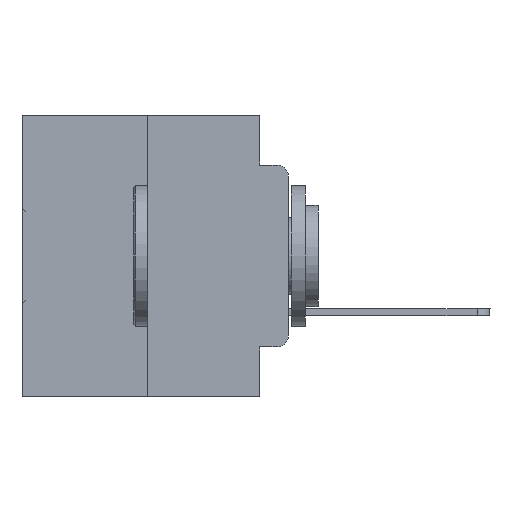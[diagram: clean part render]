
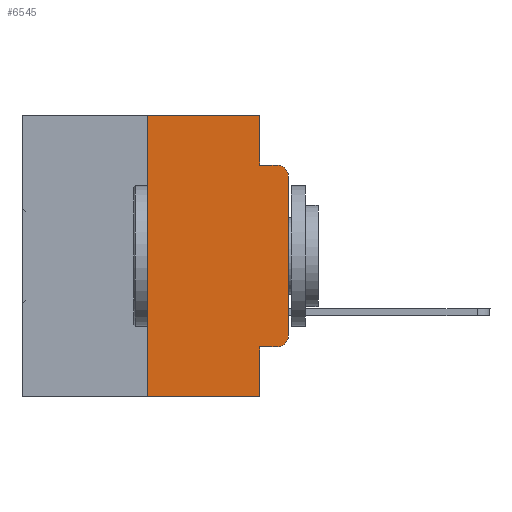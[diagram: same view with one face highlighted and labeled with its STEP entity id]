
A CAD part, left-side view. The second image highlights one B-rep face of the part: STEP entity #6545.
In plain terms, the highlighted planar face has unit normal (-1, 0, 0).
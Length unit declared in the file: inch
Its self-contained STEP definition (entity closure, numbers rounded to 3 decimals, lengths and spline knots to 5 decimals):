
#299 = CARTESIAN_POINT ( 'NONE',  ( 0., 0.02, -0.3915 ) ) ;
#312 = LINE ( 'NONE', #32382, #7991 ) ;
#388 = CARTESIAN_POINT ( 'NONE',  ( 0., 0.02, -0.0885 ) ) ;
#719 = DIRECTION ( 'NONE',  ( 0., 0., -1. ) ) ;
#1363 = ORIENTED_EDGE ( 'NONE', *, *, #30128, .F. ) ;
#1634 = ORIENTED_EDGE ( 'NONE', *, *, #12136, .F. ) ;
#1840 = DIRECTION ( 'NONE',  ( 0., 0., -1. ) ) ;
#2340 = CARTESIAN_POINT ( 'NONE',  ( 0., 0.473, 0. ) ) ;
#2592 = DIRECTION ( 'NONE',  ( 0., 0., 1. ) ) ;
#3134 = ORIENTED_EDGE ( 'NONE', *, *, #30923, .F. ) ;
#3853 = ORIENTED_EDGE ( 'NONE', *, *, #12354, .T. ) ;
#3869 = EDGE_CURVE ( 'NONE', #9840, #28522, #15191, .T. ) ;
#3878 = CIRCLE ( 'NONE', #7425, 0.02 ) ;
#3927 = VECTOR ( 'NONE', #15344, 39.37008 ) ;
#4268 = VERTEX_POINT ( 'NONE', #27310 ) ;
#4865 = VECTOR ( 'NONE', #27684, 39.37008 ) ;
#4986 = CARTESIAN_POINT ( 'NONE',  ( 0., 0.051, -0.0885 ) ) ;
#6103 = DIRECTION ( 'NONE',  ( 0., -1., 0. ) ) ;
#6545 = ADVANCED_FACE ( 'NONE', ( #13005 ), #18773, .F. ) ;
#7219 = LINE ( 'NONE', #11318, #25766 ) ;
#7425 = AXIS2_PLACEMENT_3D ( 'NONE', #8656, #21166, #719 ) ;
#7508 = ORIENTED_EDGE ( 'NONE', *, *, #30743, .T. ) ;
#7524 = VECTOR ( 'NONE', #23285, 39.37008 ) ;
#7635 = EDGE_CURVE ( 'NONE', #4268, #20800, #29642, .T. ) ;
#7991 = VECTOR ( 'NONE', #1840, 39.37008 ) ;
#8507 = CIRCLE ( 'NONE', #22194, 0.02 ) ;
#8656 = CARTESIAN_POINT ( 'NONE',  ( 0., 0.02, -0.1085 ) ) ;
#9840 = VERTEX_POINT ( 'NONE', #27279 ) ;
#11118 = CARTESIAN_POINT ( 'NONE',  ( 0., 0.473, 0. ) ) ;
#11318 = CARTESIAN_POINT ( 'NONE',  ( 0., 0.051, -0.0885 ) ) ;
#11547 = ORIENTED_EDGE ( 'NONE', *, *, #31166, .T. ) ;
#12136 = EDGE_CURVE ( 'NONE', #26742, #28522, #312, .T. ) ;
#12240 = VECTOR ( 'NONE', #13543, 39.37008 ) ;
#12354 = EDGE_CURVE ( 'NONE', #26742, #13770, #19293, .T. ) ;
#12515 = ORIENTED_EDGE ( 'NONE', *, *, #26714, .T. ) ;
#13005 = FACE_OUTER_BOUND ( 'NONE', #32159, .T. ) ;
#13543 = DIRECTION ( 'NONE',  ( 0., 0., -1. ) ) ;
#13561 = VERTEX_POINT ( 'NONE', #4986 ) ;
#13770 = VERTEX_POINT ( 'NONE', #17833 ) ;
#15191 = LINE ( 'NONE', #28243, #7524 ) ;
#15344 = DIRECTION ( 'NONE',  ( 0., -1., 0. ) ) ;
#16065 = DIRECTION ( 'NONE',  ( 0., 0., -1. ) ) ;
#16095 = ORIENTED_EDGE ( 'NONE', *, *, #19434, .F. ) ;
#17454 = AXIS2_PLACEMENT_3D ( 'NONE', #11118, #29127, #16065 ) ;
#17833 = CARTESIAN_POINT ( 'NONE',  ( 0., 0.02, -0.4115 ) ) ;
#18046 = CARTESIAN_POINT ( 'NONE',  ( 0., 0., -0.3915 ) ) ;
#18773 = PLANE ( 'NONE',  #17454 ) ;
#19293 = LINE ( 'NONE', #28199, #3927 ) ;
#19434 = EDGE_CURVE ( 'NONE', #13561, #24242, #7219, .T. ) ;
#19709 = CARTESIAN_POINT ( 'NONE',  ( 0., 0.25, 0. ) ) ;
#19812 = LINE ( 'NONE', #31235, #30256 ) ;
#20002 = DIRECTION ( 'NONE',  ( 0., -1., 0. ) ) ;
#20292 = ORIENTED_EDGE ( 'NONE', *, *, #3869, .T. ) ;
#20800 = VERTEX_POINT ( 'NONE', #26463 ) ;
#21166 = DIRECTION ( 'NONE',  ( -1., 0., 0. ) ) ;
#22194 = AXIS2_PLACEMENT_3D ( 'NONE', #299, #23013, #30878 ) ;
#23013 = DIRECTION ( 'NONE',  ( -1., 0., 0. ) ) ;
#23285 = DIRECTION ( 'NONE',  ( 0., -1., 0. ) ) ;
#23431 = VERTEX_POINT ( 'NONE', #18046 ) ;
#23692 = CARTESIAN_POINT ( 'NONE',  ( 0., 0.051, 0. ) ) ;
#23879 = CARTESIAN_POINT ( 'NONE',  ( 0., 0.051, -0.4115 ) ) ;
#24242 = VERTEX_POINT ( 'NONE', #388 ) ;
#24796 = ORIENTED_EDGE ( 'NONE', *, *, #7635, .F. ) ;
#25451 = CARTESIAN_POINT ( 'NONE',  ( 0., 0.051, -0.5 ) ) ;
#25766 = VECTOR ( 'NONE', #6103, 39.37008 ) ;
#26463 = CARTESIAN_POINT ( 'NONE',  ( 0., 0.051, 0. ) ) ;
#26649 = LINE ( 'NONE', #19709, #4865 ) ;
#26714 = EDGE_CURVE ( 'NONE', #27170, #24242, #3878, .T. ) ;
#26742 = VERTEX_POINT ( 'NONE', #23879 ) ;
#27170 = VERTEX_POINT ( 'NONE', #30498 ) ;
#27279 = CARTESIAN_POINT ( 'NONE',  ( 0., 0.25, -0.5 ) ) ;
#27310 = CARTESIAN_POINT ( 'NONE',  ( 0., 0.25, 0. ) ) ;
#27684 = DIRECTION ( 'NONE',  ( 0., 0., 1. ) ) ;
#28199 = CARTESIAN_POINT ( 'NONE',  ( 0., 0.051, -0.4115 ) ) ;
#28243 = CARTESIAN_POINT ( 'NONE',  ( 0., 0.473, -0.5 ) ) ;
#28522 = VERTEX_POINT ( 'NONE', #25451 ) ;
#28825 = VECTOR ( 'NONE', #20002, 39.37008 ) ;
#29127 = DIRECTION ( 'NONE',  ( 1., 0., 0. ) ) ;
#29642 = LINE ( 'NONE', #2340, #28825 ) ;
#30128 = EDGE_CURVE ( 'NONE', #20800, #13561, #32753, .T. ) ;
#30256 = VECTOR ( 'NONE', #2592, 39.37008 ) ;
#30498 = CARTESIAN_POINT ( 'NONE',  ( 0., 0., -0.1085 ) ) ;
#30743 = EDGE_CURVE ( 'NONE', #13770, #23431, #8507, .T. ) ;
#30878 = DIRECTION ( 'NONE',  ( 0., 0., -1. ) ) ;
#30923 = EDGE_CURVE ( 'NONE', #9840, #4268, #26649, .T. ) ;
#31166 = EDGE_CURVE ( 'NONE', #23431, #27170, #19812, .T. ) ;
#31235 = CARTESIAN_POINT ( 'NONE',  ( 0., 0., 0. ) ) ;
#32159 = EDGE_LOOP ( 'NONE', ( #11547, #12515, #16095, #1363, #24796, #3134, #20292, #1634, #3853, #7508 ) ) ;
#32382 = CARTESIAN_POINT ( 'NONE',  ( 0., 0.051, 0. ) ) ;
#32753 = LINE ( 'NONE', #23692, #12240 ) ;
